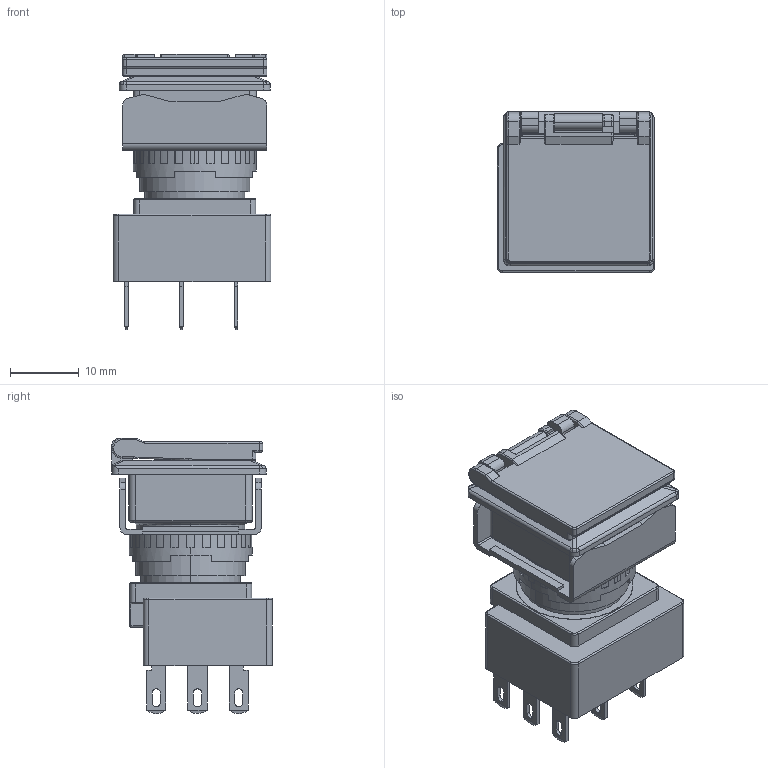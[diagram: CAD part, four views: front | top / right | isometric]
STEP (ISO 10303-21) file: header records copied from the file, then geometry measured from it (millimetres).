
FILE_DESCRIPTION (( 'STEP AP214' ), '1' );
FILE_NAME ('301_LB7GB-[M][A]1T[3][7]$.STEP', '2020-09-25T02:42:16', ( 'IDEC' ), ( 'IDEC' ), 'SwSTEP 2.0', 'SolidWorks 2019', '' );
FILE_SCHEMA (( 'AUTOMOTIVE_DESIGN' ));
Length unit declared in the file: millimetre
Products named in the file (5): LB-OPERATOR-Q; 301_LB7GB-[M][A]1T[3][7]$; LB-T3; LB-FL-G-BODY-Q; LB-FL-NUT-SET
Assembly tree (4 placements, depth 2):
  301_LB7GB-[M][A]1T[3][7]$
    LB-FL-G-BODY-Q
    LB-OPERATOR-Q
    LB-T3
    LB-FL-NUT-SET
Bounding box: 23 x 23.4 x 40.1 mm (x, y, z)
Volume: 10333.1 mm3; surface area: 8879.6 mm2
Topology: 4 solids, 4 shells, 704 faces, 1841 edges, 1158 vertices
Faces by surface type: plane 366, cylinder 264, bspline 68, cone 6
Entity records: 23614 total; most frequent: CARTESIAN_POINT 5450, ORIENTED_EDGE 3670, DIRECTION 3500, EDGE_CURVE 1835, AXIS2_PLACEMENT_3D 1178, VERTEX_POINT 1158, VECTOR 1144, LINE 1144
